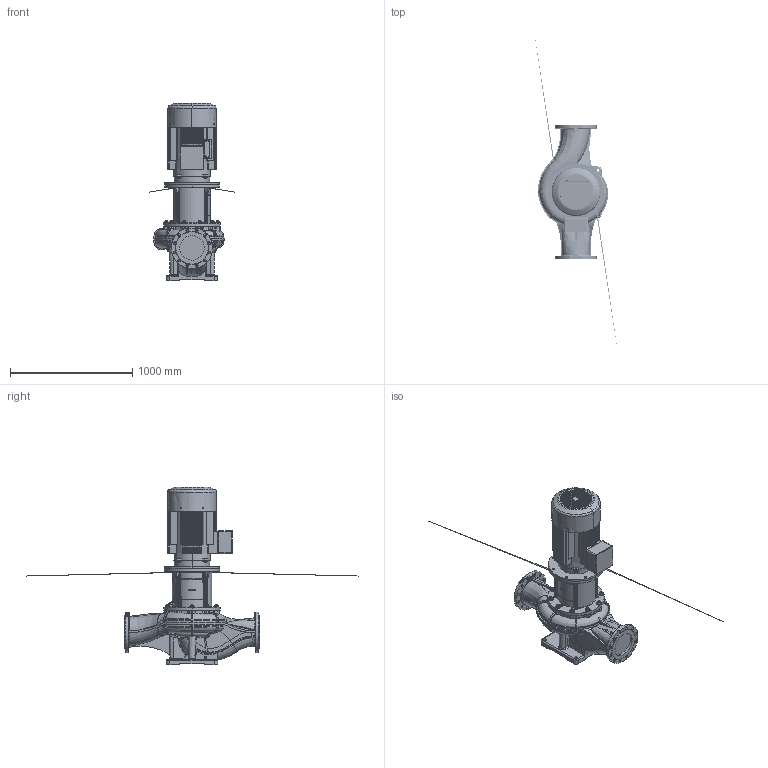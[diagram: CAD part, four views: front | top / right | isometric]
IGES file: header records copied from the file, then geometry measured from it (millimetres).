
Global section: file name: 015P2066 (RV 200-3604); native system: AutoCAD 2021 — Русский (Russian),62HAutod; preprocessor: esk Translation Framework DWG producer (atf_dwg_producer); organization: unknown; date: 20231024.210439; units: millimetre
Bounding box: 697.86 x 2714.56 x 1454 mm (x, y, z)
Volume: 165753571 mm3; surface area: 7573028.7 mm2
Topology: 58 solids, 61 shells, 5406 faces, 15322 edges, 10702 vertices
Faces by surface type: bspline 5259, revolution 147
